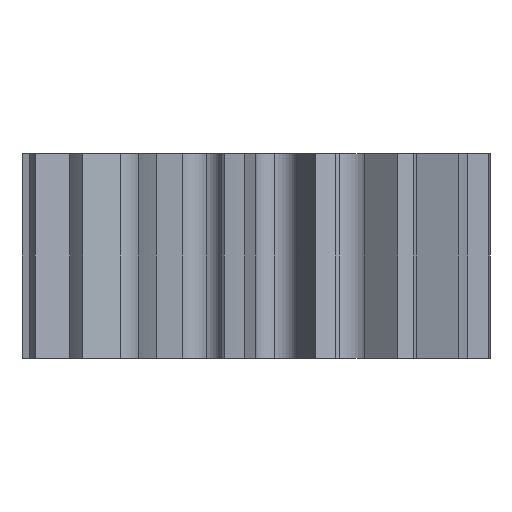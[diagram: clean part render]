
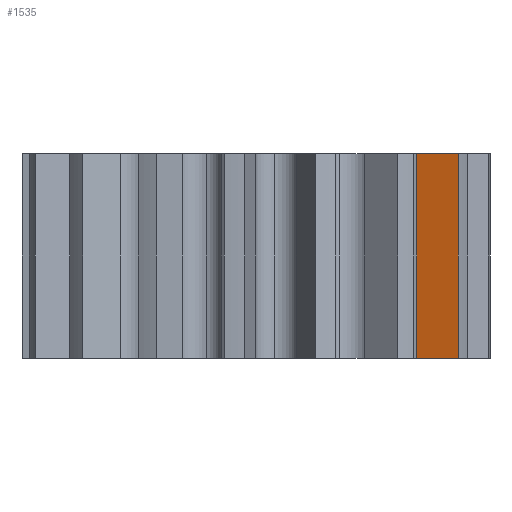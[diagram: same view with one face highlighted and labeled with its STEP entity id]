
A CAD part, left-side view. The second image highlights one B-rep face of the part: STEP entity #1535.
In plain terms, the highlighted planar face has unit normal (-0.946, 0.326, 0).
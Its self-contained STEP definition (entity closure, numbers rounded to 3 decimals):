
#1488=CARTESIAN_POINT('POINT103',(-3.539,
   -5.49,0.));
#1489=VERTEX_POINT('VERTEX103',#1488);
#1492=CARTESIAN_POINT('POINT104',(-3.539,
   -5.49,7.));
#1493=VERTEX_POINT('VERTEX104',#1492);
#1494=CARTESIAN_POINT('POS175',(-3.539,
   -5.49,7.));
#1495=DIRECTION('DIR260',(0.,0.,
   -1.));
#1496=VECTOR('VEC90',#1495,1.);
#1497=LINE('STRAIGHT90',#1494,#1496);
#1498=EDGE_CURVE('EDGE153',#1493,#1489,#1497,.T.);
#1505=CARTESIAN_POINT('POINT105',(-4.028,
   -6.912,0.));
#1506=VERTEX_POINT('VERTEX105',#1505);
#1507=CARTESIAN_POINT('POINT106',(-4.028,
   -6.912,7.));
#1508=VERTEX_POINT('VERTEX106',#1507);
#1509=CARTESIAN_POINT('POS176',(-4.028,
   -6.912,0.));
#1510=DIRECTION('DIR261',(0.,0.,
   1.));
#1511=VECTOR('VEC91',#1510,1.);
#1512=LINE('STRAIGHT91',#1509,#1511);
#1513=EDGE_CURVE('EDGE155',#1506,#1508,#1512,.T.);
#1514=ORIENTED_EDGE('COEDGE205',*,*,#1513,.T.);
#1515=CARTESIAN_POINT('POS177',(-4.028,
   -6.912,7.));
#1516=DIRECTION('DIR262',(0.326,0.946,
   0.));
#1517=VECTOR('VEC92',#1516,1.);
#1518=LINE('STRAIGHT92',#1515,#1517);
#1519=EDGE_CURVE('EDGE156',#1508,#1493,#1518,.T.);
#1520=ORIENTED_EDGE('COEDGE206',*,*,#1519,.T.);
#1521=ORIENTED_EDGE('COEDGE207',*,*,#1498,.T.);
#1522=CARTESIAN_POINT('POS178',(-4.028,
   -6.912,0.));
#1523=DIRECTION('DIR263',(0.326,0.946,
   0.));
#1524=VECTOR('VEC93',#1523,1.);
#1525=LINE('STRAIGHT93',#1522,#1524);
#1526=EDGE_CURVE('EDGE157',#1506,#1489,#1525,.T.);
#1527=ORIENTED_EDGE('COEDGE208',*,*,#1526,.F.);
#1528=EDGE_LOOP('NONE',(#1514,#1520,#1521,#1527));
#1529=FACE_BOUND('LOOP1',#1528,.T.);
#1530=CARTESIAN_POINT('POS179',(-4.028,
   -6.912,7.));
#1531=DIRECTION('DIR264',(0.946,-0.326,
   0.));
#1532=DIRECTION('DIR265',(0.326,0.946,
   0.));
#1533=AXIS2_PLACEMENT_3D('AXIS86',#1530,#1531,#1532);
#1534=PLANE('PLANE20',#1533);
#1535=ADVANCED_FACE('FACE52',(#1529),#1534,.F.);
